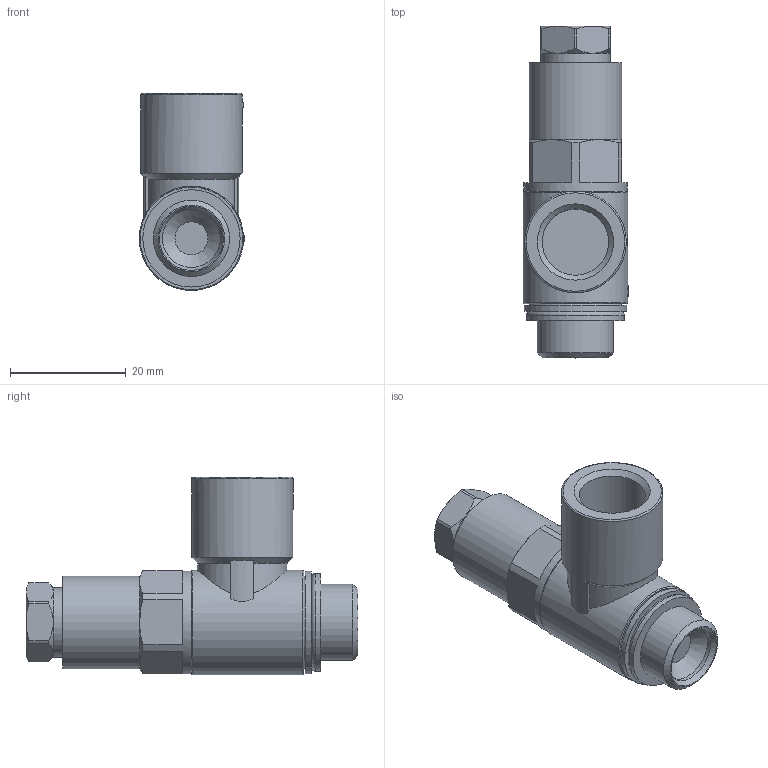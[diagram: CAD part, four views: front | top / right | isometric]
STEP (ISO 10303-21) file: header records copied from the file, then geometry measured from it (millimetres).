
FILE_DESCRIPTION(/* description */ ('STEP AP214'),/* implementation_level */ '2;1');
FILE_NAME(/* name */ '530031_HGL-1_4-B',/* time_stamp */ '2024-08-21T03:18:13+02:00',/* author */ ('License CC BY-ND 4.0'),/* organization */ ('CADENAS'),/* preprocessor_version */ 'ST-DEVELOPER v19.3',/* originating_system */ 'PARTsolutions',/* authorisation */ ' ');
FILE_SCHEMA (('AUTOMOTIVE_DESIGN {1 0 10303 214 3 1 1}'));
Length unit declared in the file: millimetre
Products named in the file (1): 530031 HGL-1/4-B
Bounding box: 18.2 x 57.25 x 34 mm (x, y, z)
Volume: 12735.3 mm3; surface area: 5800.2 mm2
Topology: 1 solids, 1 shells, 109 faces, 254 edges, 159 vertices
Faces by surface type: plane 54, cone 26, cylinder 24, torus 5
Full cylindrical faces by diameter (mm): 8.566 x1, 10 x1, 11.445 x1, 12 x1, 13.157 x1, 14 x1, 16 x1, 16.8 x1, 17.5 x1, 17.7 x1, 17.8 x1, 18 x1
Entity records: 3034 total; most frequent: CARTESIAN_POINT 650, DIRECTION 496, ORIENTED_EDGE 450, EDGE_CURVE 225, AXIS2_PLACEMENT_3D 207, VERTEX_POINT 155, EDGE_LOOP 146, FACE_BOUND 146
